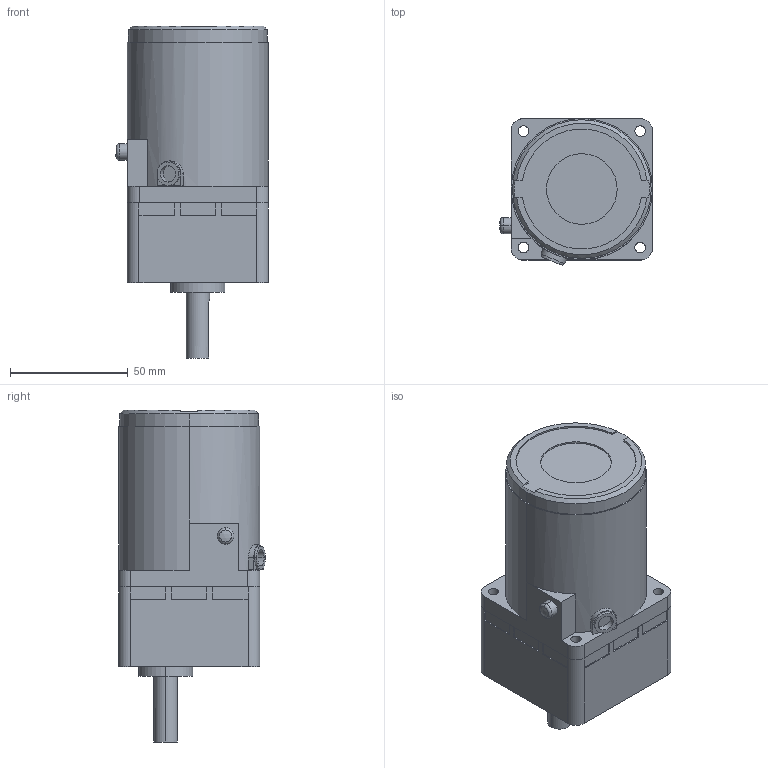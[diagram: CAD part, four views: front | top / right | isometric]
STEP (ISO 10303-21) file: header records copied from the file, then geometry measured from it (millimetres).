
FILE_DESCRIPTION (( 'STEP AP203' ), '1' );
FILE_NAME ('A1229A.STEP', '2015-04-02T07:06:33', ( 'om' ), ( 'Hewlett-Packard Company' ), 'SwSTEP 2.0', 'SolidWorks 2014', '' );
FILE_SCHEMA (( 'CONFIG_CONTROL_DESIGN' ));
Length unit declared in the file: millimetre
Products named in the file (1): A1229A
Bounding box: 64.96 x 62.4 x 141 mm (x, y, z)
Volume: 336572.3 mm3; surface area: 41826.5 mm2
Topology: 2 solids, 3 shells, 185 faces, 486 edges, 318 vertices
Faces by surface type: plane 99, cylinder 81, torus 2, cone 2, sphere 1
Entity records: 5901 total; most frequent: CARTESIAN_POINT 1077, DIRECTION 1022, ORIENTED_EDGE 972, EDGE_CURVE 486, AXIS2_PLACEMENT_3D 361, VERTEX_POINT 318, LINE 300, VECTOR 300
